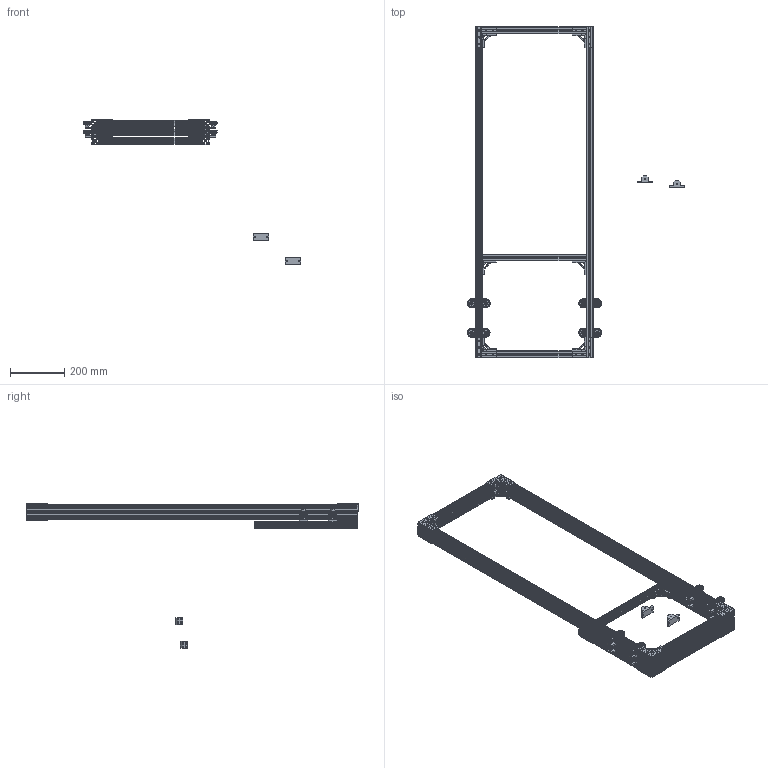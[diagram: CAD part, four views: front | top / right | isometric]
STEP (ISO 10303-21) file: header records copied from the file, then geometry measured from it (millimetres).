
FILE_DESCRIPTION (( 'STEP AP203' ), '1' );
FILE_NAME ('Linear Rail Assembly.STEP', '2018-01-09T06:59:57', ( '' ), ( '' ), 'SwSTEP 2.0', 'SolidWorks 2016', '' );
FILE_SCHEMA (( 'CONFIG_CONTROL_DESIGN' ));
Length unit declared in the file: inch
Products named in the file (11): REV-21 1000_15 inch; REV-21-1203; REV-21 1000; REV-29-1014; REV-21-1002; Linear Rail Assembly; REV-21-1029; REV-21-1030; REV-21-1031; REV-21-1032; REV-21-1202
Assembly tree (80 placements, depth 2):
  Linear Rail Assembly
    REV-21 1000_15 inch  x8
    REV-21 1000  x4
    REV-21-1002  x12
    REV-21-1029  x8
    REV-21-1030  x8
    REV-21-1031  x2
    REV-21-1032  x8
    REV-21-1202  x2
    REV-21-1203  x12
    REV-29-1014  x16
Bounding box: 801.44 x 1222.82 x 532.68 mm (x, y, z)
Volume: 2470531.9 mm3; surface area: 2223853.6 mm2
Topology: 80 solids, 80 shells, 4440 faces, 12510 edges, 8204 vertices
Faces by surface type: cylinder 2156, plane 1908, cone 312, bspline 64
Entity records: 28878 total; most frequent: CARTESIAN_POINT 5704, DIRECTION 4334, ORIENTED_EDGE 4230, EDGE_CURVE 2115, AXIS2_PLACEMENT_3D 1546, VERTEX_POINT 1381, LINE 1242, VECTOR 1242
